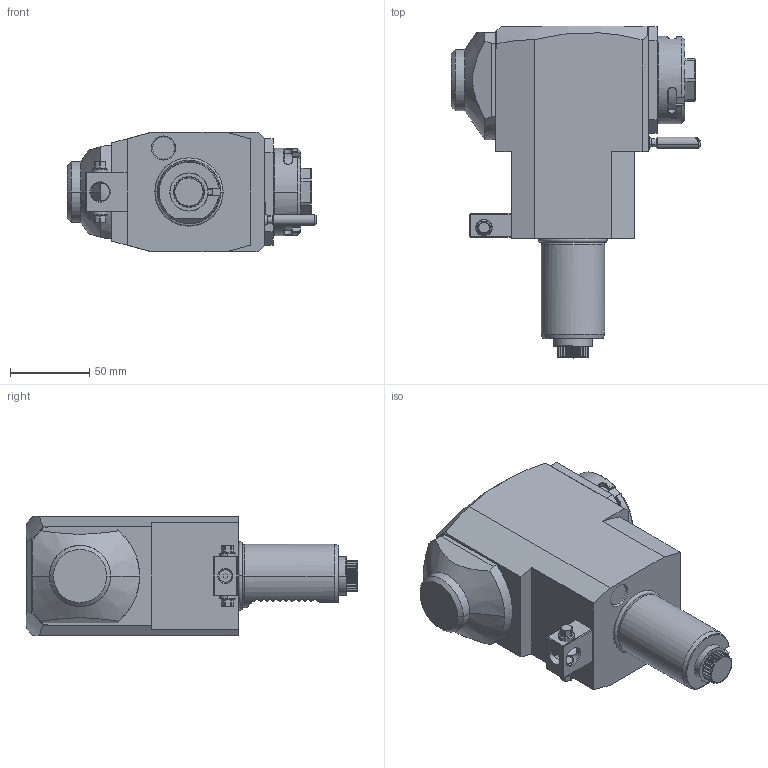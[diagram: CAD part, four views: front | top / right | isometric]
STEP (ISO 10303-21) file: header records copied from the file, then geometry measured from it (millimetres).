
FILE_DESCRIPTION((''),'2;1');
FILE_NAME('NGT1_40_235_25_3_1_100T','2024-10-22T',('vali'),('NOVA GRUP'),'PRO/ENGINEER BY PARAMETRIC TECHNOLOGY CORPORATION, 2010280','PRO/ENGINEER BY PARAMETRIC TECHNOLOGY CORPORATION, 2010280','');
FILE_SCHEMA(('CONFIG_CONTROL_DESIGN'));
Length unit declared in the file: millimetre
Products named in the file (1): NGT1_40_235_25_3_1_100T
Bounding box: 156.83 x 209 x 75 mm (x, y, z)
Volume: 1085186 mm3; surface area: 77856.2 mm2
Topology: 1 solids, 1 shells, 462 faces, 1298 edges, 854 vertices
Faces by surface type: plane 186, cylinder 180, cone 82, bspline 8, torus 4, sphere 2
Entity records: 19395 total; most frequent: CARTESIAN_POINT 7874, ORIENTED_EDGE 2596, DIRECTION 2163, EDGE_CURVE 1298, VERTEX_POINT 854, AXIS2_PLACEMENT_3D 785, VECTOR 593, LINE 593
